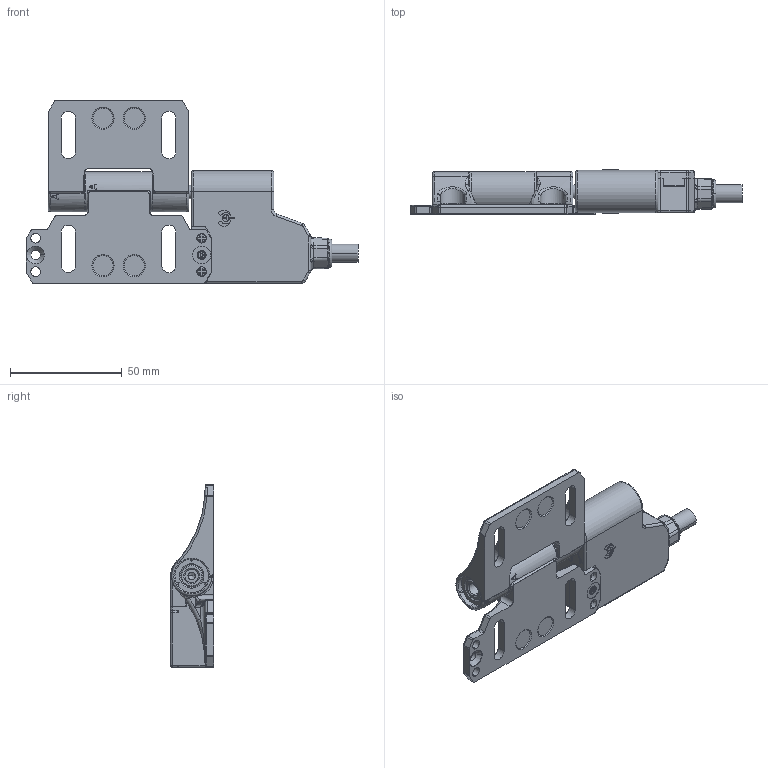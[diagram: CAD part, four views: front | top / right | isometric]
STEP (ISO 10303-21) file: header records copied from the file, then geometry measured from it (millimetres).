
FILE_DESCRIPTION((''),'2;1');
FILE_NAME('6019390022_SW0002','2006-05-08T',('FEK_AZ_Mechanik'),(''),'PRO/ENGINEER BY PARAMETRIC TECHNOLOGY CORPORATION, 2005070','PRO/ENGINEER BY PARAMETRIC TECHNOLOGY CORPORATION, 2005070','');
FILE_SCHEMA(('AUTOMOTIVE_DESIGN_CC2 { 1 2 10303 214 -1 1 5 2 }'));
Products named in the file (1): 6019390022_SW0002
Bounding box: 148.7 x 19.7 x 82.1 mm (x, y, z)
Volume: 62576.4 mm3; surface area: 38993.7 mm2
Topology: 2 solids, 2 shells, 2185 faces, 5415 edges, 3321 vertices
Faces by surface type: plane 897, cylinder 786, bspline 187, torus 168, cone 72, sphere 69, revolution 6
Entity records: 113076 total; most frequent: CARTESIAN_POINT 25820, ORIENTED_EDGE 10822, DIRECTION 10663, PRESENTATION_STYLE_ASSIGNMENT 7590, STYLED_ITEM 5419, CURVE_STYLE 5417, EDGE_CURVE 5411, AXIS2_PLACEMENT_3D 3899
